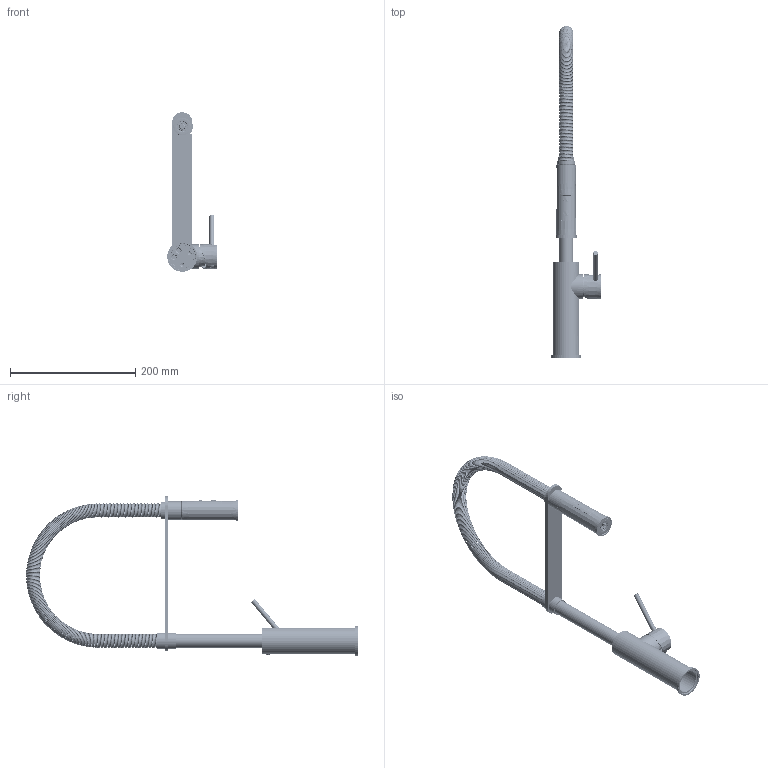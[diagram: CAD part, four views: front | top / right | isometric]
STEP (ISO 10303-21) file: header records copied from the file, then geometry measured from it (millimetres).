
FILE_DESCRIPTION((''),'2;1');
FILE_NAME('LIG179CR','2022-02-11T16:58:25',('ut3'),('PAFFONI SpA'),'CREO PARAMETRIC BY PTC INC, 2020044','CREO PARAMETRIC BY PTC INC, 2020044','');
FILE_SCHEMA(('CONFIG_CONTROL_DESIGN','SHAPE_APPEARANCE_LAYERS_GROUPS'));
Products named in the file (1): LIG179CR
Bounding box: 79.15 x 530.55 x 255 mm (x, y, z)
Volume: 325002.5 mm3; surface area: 235736.6 mm2
Topology: 3 solids, 3 shells, 2731 faces, 7877 edges, 5056 vertices
Faces by surface type: cylinder 1029, plane 972, bspline 296, cone 231, torus 129, sphere 72, extrusion 2
Entity records: 282450 total; most frequent: CARTESIAN_POINT 199051, ORIENTED_EDGE 15600, DIRECTION 12415, EDGE_CURVE 7800, VERTEX_POINT 5056, AXIS2_PLACEMENT_3D 4447, VECTOR 3521, LINE 3519
